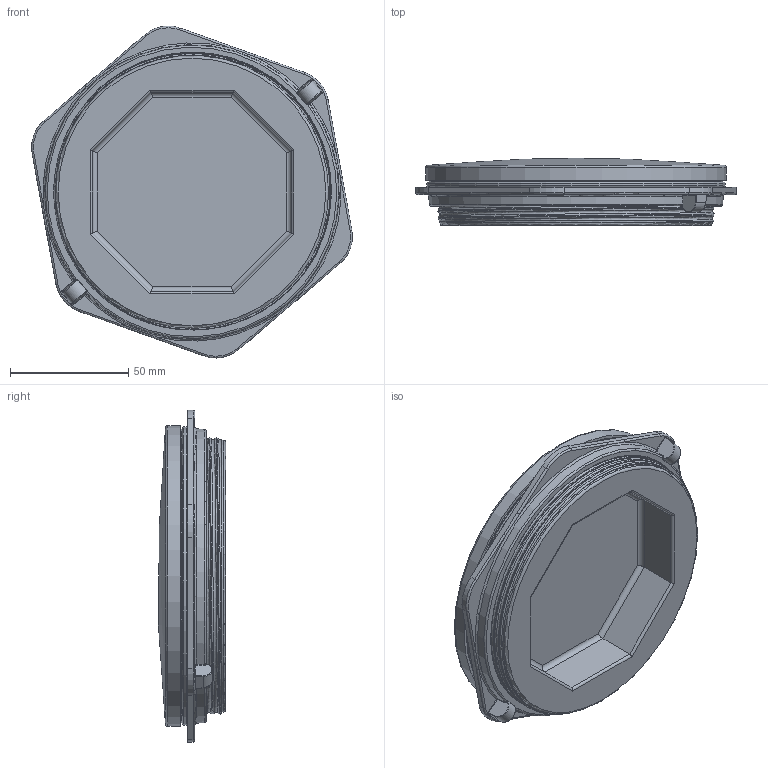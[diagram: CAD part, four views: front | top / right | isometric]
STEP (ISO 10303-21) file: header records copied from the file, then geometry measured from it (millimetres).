
FILE_DESCRIPTION(/* description */ (''),/* implementation_level */ '2;1');
FILE_NAME(/* name */ 'HW-FGHP-350-500.stp',/* time_stamp */ '2014-03-24T13:56:45-05:00',/* author */ ('jtigges'),/* organization */ (''),/* preprocessor_version */ 'ST-DEVELOPER v15.2',/* originating_system */ 'Autodesk Inventor 2014',/* authorisation */ '');
FILE_SCHEMA (('AUTOMOTIVE_DESIGN { 1 0 10303 214 3 1 1 }'));
Length unit declared in the file: inch
Products named in the file (1): HPSERIES8_STP
Bounding box: 135.49 x 28.33 x 140.19 mm (x, y, z)
Volume: 211121.6 mm3; surface area: 57768.3 mm2
Topology: 3 solids, 3 shells, 167 faces, 392 edges, 226 vertices
Faces by surface type: cylinder 59, bspline 52, plane 37, torus 16, cone 2, sphere 1
Full cylindrical faces by diameter (mm): 115.062 x1, 117.094 x1, 123.952 x1, 125.984 x1, 127 x1
Entity records: 12407 total; most frequent: CARTESIAN_POINT 8880, ORIENTED_EDGE 746, DIRECTION 668, EDGE_CURVE 373, AXIS2_PLACEMENT_3D 277, VERTEX_POINT 225, EDGE_LOOP 185, FACE_OUTER_BOUND 167
